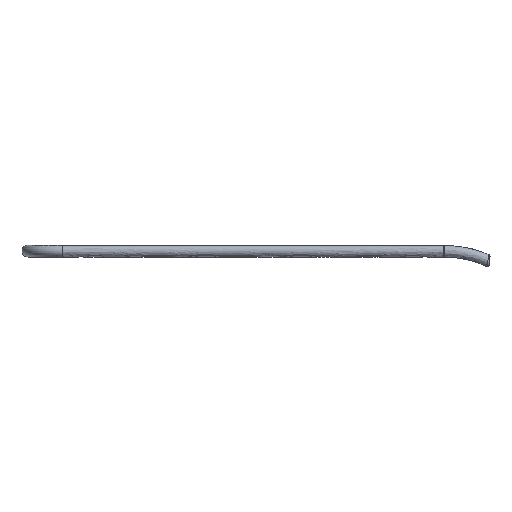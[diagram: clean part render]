
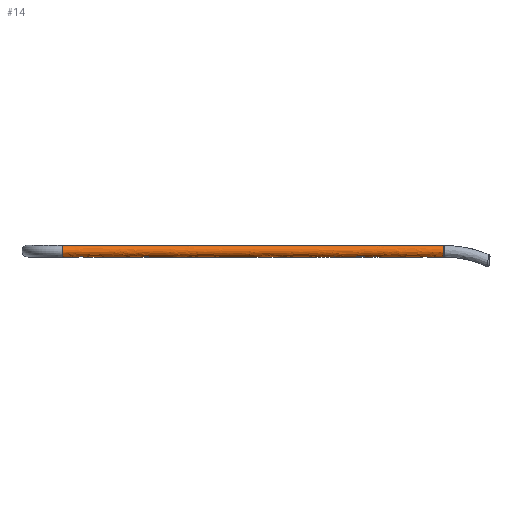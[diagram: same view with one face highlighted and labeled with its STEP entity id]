
A CAD part, left-side view. The second image highlights one B-rep face of the part: STEP entity #14.
In plain terms, the highlighted free-form (B-spline) face has degree [2, 3] with [9, 4] control points.
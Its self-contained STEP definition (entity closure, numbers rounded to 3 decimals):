
#14=ADVANCED_FACE('',(#27),#161,.T.);
#27=FACE_OUTER_BOUND('',#40,.T.);
#40=EDGE_LOOP('',(#53,#54,#55,#56));
#53=ORIENTED_EDGE('',*,*,#103,.F.);
#54=ORIENTED_EDGE('',*,*,#101,.T.);
#55=ORIENTED_EDGE('',*,*,#102,.F.);
#56=ORIENTED_EDGE('',*,*,#101,.F.);
#101=EDGE_CURVE('',#146,#147,#126,.T.);
#102=EDGE_CURVE('',#147,#147,#127,.T.);
#103=EDGE_CURVE('',#146,#146,#128,.T.);
#126=(
BOUNDED_CURVE()
B_SPLINE_CURVE(3,(#1234,#1235,#1236,#1237),.UNSPECIFIED.,.F.,.F.)
B_SPLINE_CURVE_WITH_KNOTS((4,4),(0.,87.652),.UNSPECIFIED.)
CURVE()
GEOMETRIC_REPRESENTATION_ITEM()
RATIONAL_B_SPLINE_CURVE((1.,1.,1.,1.))
REPRESENTATION_ITEM('')
);
#127=(
BOUNDED_CURVE()
B_SPLINE_CURVE(2,(#1238,#1239,#1240,#1241,#1242,#1243,#1244,#1245,#1246),
 .UNSPECIFIED.,.T.,.F.)
B_SPLINE_CURVE_WITH_KNOTS((3,2,2,2,3),(0.,1.806,3.613,
5.419,7.226),.UNSPECIFIED.)
CURVE()
GEOMETRIC_REPRESENTATION_ITEM()
RATIONAL_B_SPLINE_CURVE((1.,0.707,1.,0.707,1.,0.707,
1.,0.707,1.))
REPRESENTATION_ITEM('')
);
#128=(
BOUNDED_CURVE()
B_SPLINE_CURVE(2,(#1247,#1248,#1249,#1250,#1251,#1252,#1253,#1254,#1255),
 .UNSPECIFIED.,.T.,.F.)
B_SPLINE_CURVE_WITH_KNOTS((3,2,2,2,3),(-7.226,-5.419,
-3.613,-1.806,0.),.UNSPECIFIED.)
CURVE()
GEOMETRIC_REPRESENTATION_ITEM()
RATIONAL_B_SPLINE_CURVE((1.,0.707,1.,0.707,1.,0.707,
1.,0.707,1.))
REPRESENTATION_ITEM('')
);
#146=VERTEX_POINT('',#1204);
#147=VERTEX_POINT('',#1205);
#161=(
BOUNDED_SURFACE()
B_SPLINE_SURFACE(2,3,((#268,#269,#270,#271),(#272,#273,#274,#275),(#276,
#277,#278,#279),(#280,#281,#282,#283),(#284,#285,#286,#287),(#288,#289,
#290,#291),(#292,#293,#294,#295),(#296,#297,#298,#299),(#300,#301,#302,
#303)),.UNSPECIFIED.,.T.,.F.,.F.)
B_SPLINE_SURFACE_WITH_KNOTS((3,2,2,2,3),(4,4),(0.,1.806,3.613,
5.419,7.226),(0.,87.652),.UNSPECIFIED.)
GEOMETRIC_REPRESENTATION_ITEM()
RATIONAL_B_SPLINE_SURFACE(((1.,1.,1.,1.),(0.707,0.707,
0.707,0.707),(1.,1.,1.,1.),(0.707,0.707,
0.707,0.707),(1.,1.,1.,1.),(0.707,0.707,
0.707,0.707),(1.,1.,1.,1.),(0.707,0.707,
0.707,0.707),(1.,1.,1.,1.)))
REPRESENTATION_ITEM('')
SURFACE()
);
#268=CARTESIAN_POINT('',(-67.566,97.022,-31.165));
#269=CARTESIAN_POINT('',(-67.566,67.803,-31.165));
#270=CARTESIAN_POINT('',(-67.566,38.591,-31.165));
#271=CARTESIAN_POINT('',(-67.566,9.365,-31.165));
#272=CARTESIAN_POINT('',(-68.916,97.033,-31.165));
#273=CARTESIAN_POINT('',(-68.916,67.813,-31.165));
#274=CARTESIAN_POINT('',(-68.916,38.604,-31.165));
#275=CARTESIAN_POINT('',(-68.916,9.374,-31.165));
#276=CARTESIAN_POINT('',(-68.916,97.033,-32.515));
#277=CARTESIAN_POINT('',(-68.916,67.814,-32.515));
#278=CARTESIAN_POINT('',(-68.916,38.602,-32.515));
#279=CARTESIAN_POINT('',(-68.916,9.376,-32.515));
#280=CARTESIAN_POINT('',(-68.916,97.033,-33.865));
#281=CARTESIAN_POINT('',(-68.916,67.814,-33.865));
#282=CARTESIAN_POINT('',(-68.916,38.6,-33.865));
#283=CARTESIAN_POINT('',(-68.916,9.378,-33.865));
#284=CARTESIAN_POINT('',(-67.566,97.021,-33.865));
#285=CARTESIAN_POINT('',(-67.566,67.804,-33.865));
#286=CARTESIAN_POINT('',(-67.566,38.587,-33.865));
#287=CARTESIAN_POINT('',(-67.566,9.369,-33.865));
#288=CARTESIAN_POINT('',(-66.216,97.01,-33.865));
#289=CARTESIAN_POINT('',(-66.216,67.793,-33.865));
#290=CARTESIAN_POINT('',(-66.216,38.573,-33.865));
#291=CARTESIAN_POINT('',(-66.216,9.36,-33.865));
#292=CARTESIAN_POINT('',(-66.216,97.01,-32.515));
#293=CARTESIAN_POINT('',(-66.216,67.792,-32.515));
#294=CARTESIAN_POINT('',(-66.216,38.576,-32.515));
#295=CARTESIAN_POINT('',(-66.216,9.357,-32.515));
#296=CARTESIAN_POINT('',(-66.216,97.01,-31.165));
#297=CARTESIAN_POINT('',(-66.216,67.792,-31.165));
#298=CARTESIAN_POINT('',(-66.216,38.578,-31.165));
#299=CARTESIAN_POINT('',(-66.216,9.355,-31.165));
#300=CARTESIAN_POINT('',(-67.566,97.022,-31.165));
#301=CARTESIAN_POINT('',(-67.566,67.803,-31.165));
#302=CARTESIAN_POINT('',(-67.566,38.591,-31.165));
#303=CARTESIAN_POINT('',(-67.566,9.365,-31.165));
#1204=CARTESIAN_POINT('',(-67.566,97.022,-31.165));
#1205=CARTESIAN_POINT('',(-67.566,9.365,-31.165));
#1234=CARTESIAN_POINT('',(-67.566,97.022,-31.165));
#1235=CARTESIAN_POINT('',(-67.566,67.803,-31.165));
#1236=CARTESIAN_POINT('',(-67.566,38.591,-31.165));
#1237=CARTESIAN_POINT('',(-67.566,9.365,-31.165));
#1238=CARTESIAN_POINT('',(-67.566,9.365,-31.165));
#1239=CARTESIAN_POINT('',(-68.916,9.374,-31.165));
#1240=CARTESIAN_POINT('',(-68.916,9.376,-32.515));
#1241=CARTESIAN_POINT('',(-68.916,9.378,-33.865));
#1242=CARTESIAN_POINT('',(-67.566,9.369,-33.865));
#1243=CARTESIAN_POINT('',(-66.216,9.36,-33.865));
#1244=CARTESIAN_POINT('',(-66.216,9.357,-32.515));
#1245=CARTESIAN_POINT('',(-66.216,9.355,-31.165));
#1246=CARTESIAN_POINT('',(-67.566,9.365,-31.165));
#1247=CARTESIAN_POINT('',(-67.566,97.022,-31.165));
#1248=CARTESIAN_POINT('',(-66.216,97.01,-31.165));
#1249=CARTESIAN_POINT('',(-66.216,97.01,-32.515));
#1250=CARTESIAN_POINT('',(-66.216,97.01,-33.865));
#1251=CARTESIAN_POINT('',(-67.566,97.021,-33.865));
#1252=CARTESIAN_POINT('',(-68.916,97.033,-33.865));
#1253=CARTESIAN_POINT('',(-68.916,97.033,-32.515));
#1254=CARTESIAN_POINT('',(-68.916,97.033,-31.165));
#1255=CARTESIAN_POINT('',(-67.566,97.022,-31.165));
